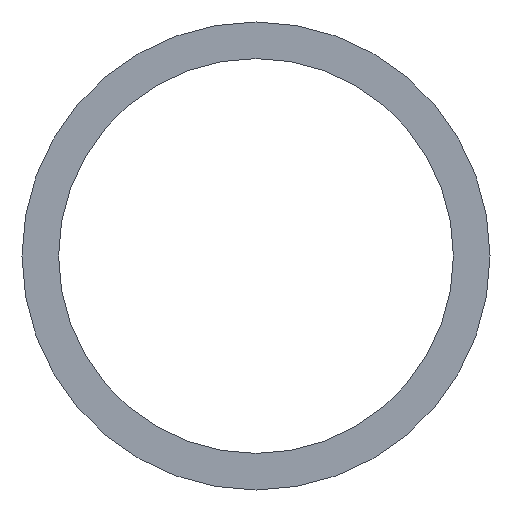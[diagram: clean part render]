
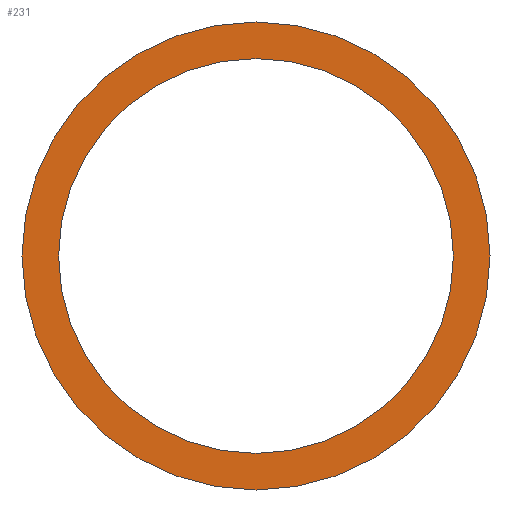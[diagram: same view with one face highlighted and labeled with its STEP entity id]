
A CAD part, front view. The second image highlights one B-rep face of the part: STEP entity #231.
In plain terms, the highlighted planar face has unit normal (0, -1, 0).
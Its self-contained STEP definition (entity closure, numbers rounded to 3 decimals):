
#6 = CARTESIAN_POINT ( 'NONE',  ( 0., 0., -16. ) ) ;
#8 = DIRECTION ( 'NONE',  ( 0., 0., 1. ) ) ;
#20 = CARTESIAN_POINT ( 'NONE',  ( 0., 0., 0. ) ) ;
#22 = DIRECTION ( 'NONE',  ( 0., 1., 0. ) ) ;
#25 = DIRECTION ( 'NONE',  ( 0., 1., 0. ) ) ;
#36 = ORIENTED_EDGE ( 'NONE', *, *, #66, .T. ) ;
#53 = AXIS2_PLACEMENT_3D ( 'NONE', #140, #22, #157 ) ;
#58 = CARTESIAN_POINT ( 'NONE',  ( 0., 0., 13.5 ) ) ;
#63 = CARTESIAN_POINT ( 'NONE',  ( 0., 0., 0. ) ) ;
#66 = EDGE_CURVE ( 'NONE', #163, #92, #172, .T. ) ;
#73 = ORIENTED_EDGE ( 'NONE', *, *, #173, .F. ) ;
#75 = ORIENTED_EDGE ( 'NONE', *, *, #94, .F. ) ;
#87 = AXIS2_PLACEMENT_3D ( 'NONE', #161, #143, #196 ) ;
#92 = VERTEX_POINT ( 'NONE', #58 ) ;
#94 = EDGE_CURVE ( 'NONE', #98, #185, #116, .T. ) ;
#98 = VERTEX_POINT ( 'NONE', #156 ) ;
#111 = AXIS2_PLACEMENT_3D ( 'NONE', #63, #127, #237 ) ;
#115 = DIRECTION ( 'NONE',  ( 0., 1., 0. ) ) ;
#116 = CIRCLE ( 'NONE', #53, 16. ) ;
#124 = CARTESIAN_POINT ( 'NONE',  ( 0., 0., 0. ) ) ;
#127 = DIRECTION ( 'NONE',  ( 0., 1., 0. ) ) ;
#130 = AXIS2_PLACEMENT_3D ( 'NONE', #20, #115, #189 ) ;
#140 = CARTESIAN_POINT ( 'NONE',  ( 0., 0., 0. ) ) ;
#143 = DIRECTION ( 'NONE',  ( 0., 1., 0. ) ) ;
#145 = FACE_OUTER_BOUND ( 'NONE', #155, .T. ) ;
#147 = AXIS2_PLACEMENT_3D ( 'NONE', #124, #25, #8 ) ;
#153 = EDGE_CURVE ( 'NONE', #92, #163, #169, .T. ) ;
#155 = EDGE_LOOP ( 'NONE', ( #73, #75 ) ) ;
#156 = CARTESIAN_POINT ( 'NONE',  ( 0., 0., 16. ) ) ;
#157 = DIRECTION ( 'NONE',  ( 0., 0., 1. ) ) ;
#161 = CARTESIAN_POINT ( 'NONE',  ( 0., 0., 0. ) ) ;
#163 = VERTEX_POINT ( 'NONE', #166 ) ;
#166 = CARTESIAN_POINT ( 'NONE',  ( 0., 0., -13.5 ) ) ;
#169 = CIRCLE ( 'NONE', #147, 13.5 ) ;
#172 = CIRCLE ( 'NONE', #130, 13.5 ) ;
#173 = EDGE_CURVE ( 'NONE', #185, #98, #214, .T. ) ;
#181 = PLANE ( 'NONE',  #111 ) ;
#185 = VERTEX_POINT ( 'NONE', #6 ) ;
#188 = EDGE_LOOP ( 'NONE', ( #36, #238 ) ) ;
#189 = DIRECTION ( 'NONE',  ( 0., 0., 1. ) ) ;
#196 = DIRECTION ( 'NONE',  ( 0., 0., 1. ) ) ;
#214 = CIRCLE ( 'NONE', #87, 16. ) ;
#231 = ADVANCED_FACE ( 'NONE', ( #145, #249 ), #181, .F. ) ;
#237 = DIRECTION ( 'NONE',  ( 0., 0., 1. ) ) ;
#238 = ORIENTED_EDGE ( 'NONE', *, *, #153, .T. ) ;
#249 = FACE_BOUND ( 'NONE', #188, .T. ) ;
